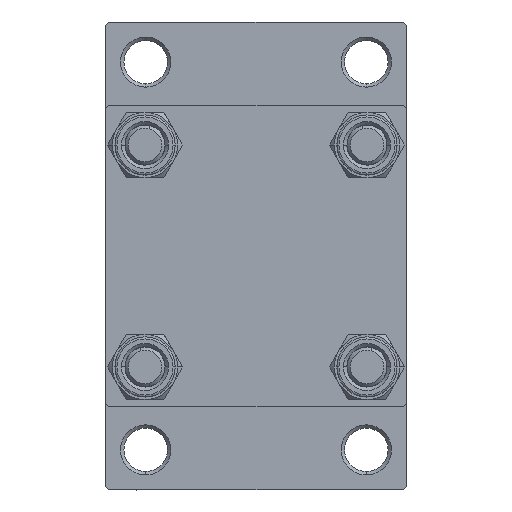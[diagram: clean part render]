
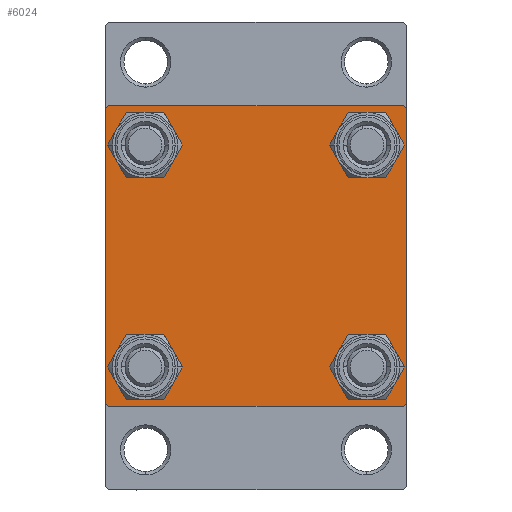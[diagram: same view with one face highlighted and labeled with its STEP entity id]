
A CAD part, left-side view. The second image highlights one B-rep face of the part: STEP entity #6024.
In plain terms, the highlighted planar face has unit normal (-1, 0, 0).
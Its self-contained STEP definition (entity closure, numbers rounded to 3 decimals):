
#263 = CARTESIAN_POINT ( 'NONE',  ( 0., 22.25, 22.25 ) ) ;
#1410 = VERTEX_POINT ( 'NONE', #6175 ) ;
#1713 = EDGE_LOOP ( 'NONE', ( #32872, #26692 ) ) ;
#2097 = DIRECTION ( 'NONE',  ( 1., 0., 0. ) ) ;
#2622 = EDGE_CURVE ( 'NONE', #19557, #42771, #6772, .T. ) ;
#2999 = CARTESIAN_POINT ( 'NONE',  ( 0., 16.6, -20.1 ) ) ;
#3307 = EDGE_CURVE ( 'NONE', #27390, #18589, #19787, .T. ) ;
#3490 = DIRECTION ( 'NONE',  ( 0., 0.707, 0.707 ) ) ;
#3878 = LINE ( 'NONE', #43256, #37025 ) ;
#3963 = EDGE_CURVE ( 'NONE', #4716, #1410, #47034, .T. ) ;
#4248 = FACE_BOUND ( 'NONE', #1713, .T. ) ;
#4716 = VERTEX_POINT ( 'NONE', #35893 ) ;
#5084 = EDGE_CURVE ( 'NONE', #22171, #38329, #17516, .T. ) ;
#5398 = VECTOR ( 'NONE', #3490, 1000. ) ;
#5428 = EDGE_CURVE ( 'NONE', #18589, #40182, #35354, .T. ) ;
#5734 = AXIS2_PLACEMENT_3D ( 'NONE', #41408, #8705, #12513 ) ;
#6024 = ADVANCED_FACE ( 'NONE', ( #22408, #36937, #4248, #18810, #24279 ), #13507, .T. ) ;
#6101 = LINE ( 'NONE', #31638, #45534 ) ;
#6175 = CARTESIAN_POINT ( 'NONE',  ( 0., 22.5, 22. ) ) ;
#6244 = CARTESIAN_POINT ( 'NONE',  ( 0., 16.6, -16.6 ) ) ;
#6290 = VERTEX_POINT ( 'NONE', #37352 ) ;
#6359 = VERTEX_POINT ( 'NONE', #26168 ) ;
#6772 = CIRCLE ( 'NONE', #38764, 3.5 ) ;
#6808 = DIRECTION ( 'NONE',  ( 0., -0.707, -0.707 ) ) ;
#7065 = CARTESIAN_POINT ( 'NONE',  ( 0., -16.6, 16.6 ) ) ;
#7279 = CIRCLE ( 'NONE', #5734, 3.5 ) ;
#7513 = DIRECTION ( 'NONE',  ( 1., 0., 0. ) ) ;
#7554 = CARTESIAN_POINT ( 'NONE',  ( 0., -16.6, -16.6 ) ) ;
#8099 = CARTESIAN_POINT ( 'NONE',  ( 0., 16.6, -13.1 ) ) ;
#8371 = VERTEX_POINT ( 'NONE', #38056 ) ;
#8372 = VECTOR ( 'NONE', #16744, 1000. ) ;
#8705 = DIRECTION ( 'NONE',  ( 1., 0., 0. ) ) ;
#9046 = ORIENTED_EDGE ( 'NONE', *, *, #3307, .T. ) ;
#9912 = AXIS2_PLACEMENT_3D ( 'NONE', #38811, #34756, #45509 ) ;
#11079 = CARTESIAN_POINT ( 'NONE',  ( 0., -16.6, 13.1 ) ) ;
#11651 = AXIS2_PLACEMENT_3D ( 'NONE', #45763, #2097, #23577 ) ;
#11761 = EDGE_CURVE ( 'NONE', #35716, #6290, #43575, .T. ) ;
#11969 = CARTESIAN_POINT ( 'NONE',  ( 0., 22.5, 22.5 ) ) ;
#12124 = ORIENTED_EDGE ( 'NONE', *, *, #37395, .T. ) ;
#12513 = DIRECTION ( 'NONE',  ( 0., 0., 1. ) ) ;
#12784 = ORIENTED_EDGE ( 'NONE', *, *, #45802, .T. ) ;
#13105 = CARTESIAN_POINT ( 'NONE',  ( 0., 16.6, -16.6 ) ) ;
#13507 = PLANE ( 'NONE',  #9912 ) ;
#13550 = ORIENTED_EDGE ( 'NONE', *, *, #5428, .T. ) ;
#13887 = EDGE_CURVE ( 'NONE', #18742, #44673, #32244, .T. ) ;
#14476 = DIRECTION ( 'NONE',  ( 0., 0., 1. ) ) ;
#14533 = AXIS2_PLACEMENT_3D ( 'NONE', #7554, #18073, #32864 ) ;
#14676 = EDGE_CURVE ( 'NONE', #42771, #19557, #45829, .T. ) ;
#14749 = CARTESIAN_POINT ( 'NONE',  ( 0., -16.6, 20.1 ) ) ;
#14926 = ORIENTED_EDGE ( 'NONE', *, *, #28926, .F. ) ;
#15750 = ORIENTED_EDGE ( 'NONE', *, *, #3963, .T. ) ;
#16744 = DIRECTION ( 'NONE',  ( 0., -0.707, 0.707 ) ) ;
#16845 = EDGE_LOOP ( 'NONE', ( #12784, #40029 ) ) ;
#17516 = CIRCLE ( 'NONE', #22878, 3.5 ) ;
#17793 = EDGE_CURVE ( 'NONE', #44673, #18742, #32992, .T. ) ;
#18073 = DIRECTION ( 'NONE',  ( 1., 0., 0. ) ) ;
#18082 = CARTESIAN_POINT ( 'NONE',  ( 0., 16.6, 16.6 ) ) ;
#18589 = VERTEX_POINT ( 'NONE', #37718 ) ;
#18742 = VERTEX_POINT ( 'NONE', #36921 ) ;
#18810 = FACE_BOUND ( 'NONE', #21179, .T. ) ;
#18999 = EDGE_CURVE ( 'NONE', #6359, #45247, #32231, .T. ) ;
#19557 = VERTEX_POINT ( 'NONE', #8099 ) ;
#19787 = LINE ( 'NONE', #40557, #30383 ) ;
#20103 = VECTOR ( 'NONE', #44678, 1000. ) ;
#20915 = ORIENTED_EDGE ( 'NONE', *, *, #43764, .F. ) ;
#21179 = EDGE_LOOP ( 'NONE', ( #36199, #26221 ) ) ;
#21860 = ORIENTED_EDGE ( 'NONE', *, *, #11761, .T. ) ;
#22171 = VERTEX_POINT ( 'NONE', #11079 ) ;
#22408 = FACE_BOUND ( 'NONE', #16845, .T. ) ;
#22878 = AXIS2_PLACEMENT_3D ( 'NONE', #7065, #33083, #14476 ) ;
#23261 = CARTESIAN_POINT ( 'NONE',  ( 0., -22.5, 22. ) ) ;
#23370 = DIRECTION ( 'NONE',  ( 0., -1., 0. ) ) ;
#23577 = DIRECTION ( 'NONE',  ( 0., 0., 1. ) ) ;
#24279 = FACE_OUTER_BOUND ( 'NONE', #24909, .T. ) ;
#24431 = EDGE_CURVE ( 'NONE', #1410, #8371, #33475, .T. ) ;
#24822 = CARTESIAN_POINT ( 'NONE',  ( 0., -16.6, -13.1 ) ) ;
#24909 = EDGE_LOOP ( 'NONE', ( #32908, #12124, #9046, #13550, #14926, #21860, #20915, #15750 ) ) ;
#26168 = CARTESIAN_POINT ( 'NONE',  ( 0., -16.6, -20.1 ) ) ;
#26221 = ORIENTED_EDGE ( 'NONE', *, *, #13887, .T. ) ;
#26692 = ORIENTED_EDGE ( 'NONE', *, *, #14676, .T. ) ;
#27390 = VERTEX_POINT ( 'NONE', #29124 ) ;
#28240 = DIRECTION ( 'NONE',  ( 0., -1., 0. ) ) ;
#28926 = EDGE_CURVE ( 'NONE', #35716, #40182, #37424, .T. ) ;
#29124 = CARTESIAN_POINT ( 'NONE',  ( 0., 22., -22.5 ) ) ;
#29371 = DIRECTION ( 'NONE',  ( 0., 0.707, -0.707 ) ) ;
#29945 = AXIS2_PLACEMENT_3D ( 'NONE', #40444, #7513, #40214 ) ;
#30134 = VECTOR ( 'NONE', #44588, 1000. ) ;
#30383 = VECTOR ( 'NONE', #23370, 1000. ) ;
#30513 = CIRCLE ( 'NONE', #14533, 3.5 ) ;
#31226 = ORIENTED_EDGE ( 'NONE', *, *, #42505, .T. ) ;
#31352 = ORIENTED_EDGE ( 'NONE', *, *, #18999, .T. ) ;
#31638 = CARTESIAN_POINT ( 'NONE',  ( 0., 22.25, -22.25 ) ) ;
#32231 = CIRCLE ( 'NONE', #29945, 3.5 ) ;
#32244 = CIRCLE ( 'NONE', #11651, 3.5 ) ;
#32864 = DIRECTION ( 'NONE',  ( 0., 0., 1. ) ) ;
#32872 = ORIENTED_EDGE ( 'NONE', *, *, #2622, .T. ) ;
#32873 = DIRECTION ( 'NONE',  ( 0., 0., 1. ) ) ;
#32908 = ORIENTED_EDGE ( 'NONE', *, *, #24431, .T. ) ;
#32992 = CIRCLE ( 'NONE', #39073, 3.5 ) ;
#33083 = DIRECTION ( 'NONE',  ( 1., 0., 0. ) ) ;
#33475 = LINE ( 'NONE', #11969, #20103 ) ;
#33571 = CARTESIAN_POINT ( 'NONE',  ( 0., -22.5, -22. ) ) ;
#34756 = DIRECTION ( 'NONE',  ( -1., 0., 0. ) ) ;
#35354 = LINE ( 'NONE', #39162, #8372 ) ;
#35610 = DIRECTION ( 'NONE',  ( 0., 0., 1. ) ) ;
#35716 = VERTEX_POINT ( 'NONE', #23261 ) ;
#35893 = CARTESIAN_POINT ( 'NONE',  ( 0., 22., 22.5 ) ) ;
#35927 = AXIS2_PLACEMENT_3D ( 'NONE', #6244, #42529, #35610 ) ;
#36199 = ORIENTED_EDGE ( 'NONE', *, *, #17793, .T. ) ;
#36418 = CARTESIAN_POINT ( 'NONE',  ( 0., -22.25, 22.25 ) ) ;
#36913 = DIRECTION ( 'NONE',  ( 1., 0., 0. ) ) ;
#36921 = CARTESIAN_POINT ( 'NONE',  ( 0., 16.6, 13.1 ) ) ;
#36937 = FACE_BOUND ( 'NONE', #45136, .T. ) ;
#37025 = VECTOR ( 'NONE', #28240, 1000. ) ;
#37352 = CARTESIAN_POINT ( 'NONE',  ( 0., -22., 22.5 ) ) ;
#37395 = EDGE_CURVE ( 'NONE', #8371, #27390, #6101, .T. ) ;
#37424 = LINE ( 'NONE', #37650, #30134 ) ;
#37650 = CARTESIAN_POINT ( 'NONE',  ( 0., -22.5, 22.5 ) ) ;
#37718 = CARTESIAN_POINT ( 'NONE',  ( 0., -22., -22.5 ) ) ;
#38056 = CARTESIAN_POINT ( 'NONE',  ( 0., 22.5, -22. ) ) ;
#38329 = VERTEX_POINT ( 'NONE', #14749 ) ;
#38764 = AXIS2_PLACEMENT_3D ( 'NONE', #13105, #42225, #41284 ) ;
#38811 = CARTESIAN_POINT ( 'NONE',  ( 0., 0., 0. ) ) ;
#39073 = AXIS2_PLACEMENT_3D ( 'NONE', #18082, #36913, #32873 ) ;
#39162 = CARTESIAN_POINT ( 'NONE',  ( 0., -22.25, -22.25 ) ) ;
#40029 = ORIENTED_EDGE ( 'NONE', *, *, #5084, .T. ) ;
#40182 = VERTEX_POINT ( 'NONE', #33571 ) ;
#40214 = DIRECTION ( 'NONE',  ( 0., 0., 1. ) ) ;
#40444 = CARTESIAN_POINT ( 'NONE',  ( 0., -16.6, -16.6 ) ) ;
#40557 = CARTESIAN_POINT ( 'NONE',  ( 0., 22.5, -22.5 ) ) ;
#41227 = CARTESIAN_POINT ( 'NONE',  ( 0., 16.6, 20.1 ) ) ;
#41284 = DIRECTION ( 'NONE',  ( 0., 0., 1. ) ) ;
#41408 = CARTESIAN_POINT ( 'NONE',  ( 0., -16.6, 16.6 ) ) ;
#42225 = DIRECTION ( 'NONE',  ( 1., 0., 0. ) ) ;
#42505 = EDGE_CURVE ( 'NONE', #45247, #6359, #30513, .T. ) ;
#42529 = DIRECTION ( 'NONE',  ( 1., 0., 0. ) ) ;
#42771 = VERTEX_POINT ( 'NONE', #2999 ) ;
#43256 = CARTESIAN_POINT ( 'NONE',  ( 0., 22.5, 22.5 ) ) ;
#43419 = VECTOR ( 'NONE', #29371, 1000. ) ;
#43575 = LINE ( 'NONE', #36418, #5398 ) ;
#43764 = EDGE_CURVE ( 'NONE', #4716, #6290, #3878, .T. ) ;
#44588 = DIRECTION ( 'NONE',  ( 0., 0., -1. ) ) ;
#44673 = VERTEX_POINT ( 'NONE', #41227 ) ;
#44678 = DIRECTION ( 'NONE',  ( 0., 0., -1. ) ) ;
#45136 = EDGE_LOOP ( 'NONE', ( #31226, #31352 ) ) ;
#45247 = VERTEX_POINT ( 'NONE', #24822 ) ;
#45509 = DIRECTION ( 'NONE',  ( 0., 0., 1. ) ) ;
#45534 = VECTOR ( 'NONE', #6808, 1000. ) ;
#45763 = CARTESIAN_POINT ( 'NONE',  ( 0., 16.6, 16.6 ) ) ;
#45802 = EDGE_CURVE ( 'NONE', #38329, #22171, #7279, .T. ) ;
#45829 = CIRCLE ( 'NONE', #35927, 3.5 ) ;
#47034 = LINE ( 'NONE', #263, #43419 ) ;
